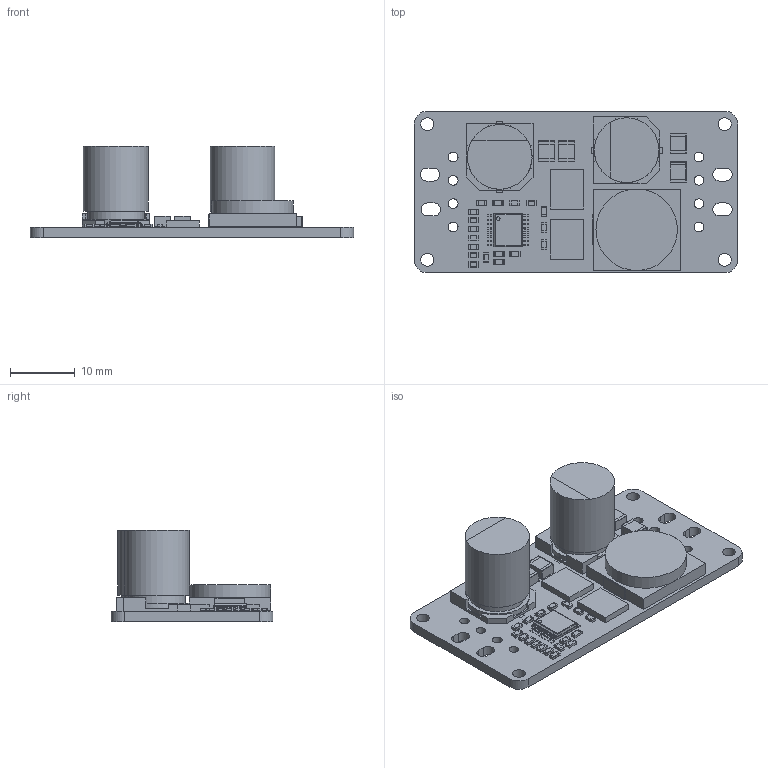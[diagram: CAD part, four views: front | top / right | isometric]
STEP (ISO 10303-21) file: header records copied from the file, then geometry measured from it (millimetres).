
FILE_DESCRIPTION(('Open CASCADE Model'),'2;1');
FILE_NAME('Open CASCADE Shape Model','2019-12-16T19:09:15',('Author'),( 'Open CASCADE'),'Open CASCADE STEP processor 6.8','Open CASCADE 6.8' ,'Unknown');
FILE_SCHEMA(('AUTOMOTIVE_DESIGN { 1 0 10303 214 1 1 1 1 }'));
Length unit declared in the file: millimetre
Products named in the file (97): PCB; Board; C16; 680628144; base; Open_CASCADE_STEP_translator_6.8_6.1.1; cylinder; Open_CASCADE_STEP_translator_6.8_6.2.1; mark; Open_CASCADE_STEP_translator_6.8_6.3.1; lead; C2; 716950048; R9; 716996640; Mid_Body; Terminal; Open_CASCADE_STEP_translator_6.8_2.2.1; Mark; U1; 716992672; Open_CASCADE_STEP_translator_6.8_2.1; Body; Leader; R7; 716993440; R8; 680627632; R6; R2; R5; R4; R1; R3; Q2; 680808456; Extruded; Q1; L1; 716996128 ...
Assembly tree (133 placements, depth 5):
  PCB
    Board
    C16
      680628144
        base
          Open_CASCADE_STEP_translator_6.8_6.1.1
        cylinder
          Open_CASCADE_STEP_translator_6.8_6.2.1
        mark
          Open_CASCADE_STEP_translator_6.8_6.3.1
        lead  x2
    C2
      716950048
        base
          Open_CASCADE_STEP_translator_6.8_6.1.1
        cylinder
          Open_CASCADE_STEP_translator_6.8_6.2.1
        mark
          Open_CASCADE_STEP_translator_6.8_6.3.1
        lead  x2
    R9
      716996640
        Mid_Body
        Terminal  x2
          Open_CASCADE_STEP_translator_6.8_2.2.1
        Mark
    U1
      716992672
        Open_CASCADE_STEP_translator_6.8_2.1
        Body
          Open_CASCADE_STEP_translator_6.8_2.2.1
        Leader  x16
    R7
      716993440
        Mid_Body
        Terminal  x2
          Open_CASCADE_STEP_translator_6.8_2.2.1
        Mark
    R8
      680627632
        Mid_Body
        Terminal  x2
          Open_CASCADE_STEP_translator_6.8_2.2.1
        Mark
    R6
      680627632
        Mid_Body
        Terminal  x2
          Open_CASCADE_STEP_translator_6.8_2.2.1
        Mark
    R2
      680627632
        Mid_Body
        Terminal  x2
          Open_CASCADE_STEP_translator_6.8_2.2.1
        Mark
    R5
      680627632
        Mid_Body
        Terminal  x2
Bounding box: 50 x 25 x 14.1 mm (x, y, z)
Volume: 4645.9 mm3; surface area: 5997.2 mm2
Topology: 107 solids, 110 shells, 1532 faces, 3351 edges, 1927 vertices
Faces by surface type: plane 1003, cylinder 407, sphere 114, bspline 8
Full cylindrical faces by diameter (mm): 0.562 x1, 1.5 x8, 2 x4, 8.75 x2, 10 x2, 12.6 x1
Entity records: 32229 total; most frequent: CARTESIAN_POINT 6262, DIRECTION 4772, LINE 2626, VECTOR 2626, ORIENTED_EDGE 2283, PCURVE 2283, DEFINITIONAL_REPRESENTATION 2283, EDGE_CURVE 1145
